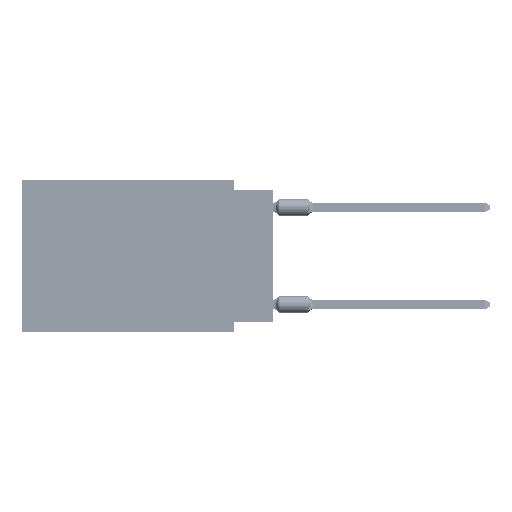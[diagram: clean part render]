
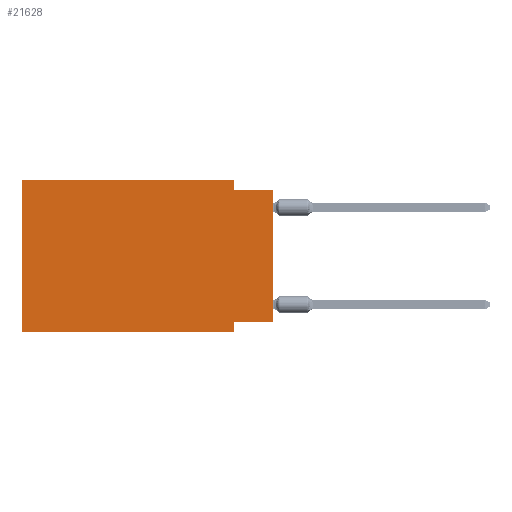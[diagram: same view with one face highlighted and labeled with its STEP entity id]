
A CAD part, left-side view. The second image highlights one B-rep face of the part: STEP entity #21628.
In plain terms, the highlighted planar face has unit normal (-1, 0, 0).
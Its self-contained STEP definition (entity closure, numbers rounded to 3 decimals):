
#4979 = CARTESIAN_POINT ( 'NONE',  ( 0., 16.383, 0. ) ) ;
#5157 = CARTESIAN_POINT ( 'NONE',  ( 0., 2.54, 0. ) ) ;
#6386 = ORIENTED_EDGE ( 'NONE', *, *, #20085, .T. ) ;
#8752 = VERTEX_POINT ( 'NONE', #70670 ) ;
#9886 = CARTESIAN_POINT ( 'NONE',  ( 0., 0., 0. ) ) ;
#9994 = LINE ( 'NONE', #34720, #12135 ) ;
#10117 = CARTESIAN_POINT ( 'NONE',  ( 0., 0., -9.271 ) ) ;
#10440 = EDGE_CURVE ( 'NONE', #12680, #31620, #33096, .T. ) ;
#10731 = DIRECTION ( 'NONE',  ( 0., -1., 0. ) ) ;
#10752 = CARTESIAN_POINT ( 'NONE',  ( 0., 2.54, 0. ) ) ;
#12135 = VECTOR ( 'NONE', #59056, 1000. ) ;
#12293 = CARTESIAN_POINT ( 'NONE',  ( 0., 16.383, 0. ) ) ;
#12586 = EDGE_LOOP ( 'NONE', ( #63815, #72406, #29685, #48690, #58832, #6386, #54413, #64599 ) ) ;
#12680 = VERTEX_POINT ( 'NONE', #70225 ) ;
#13037 = EDGE_CURVE ( 'NONE', #40538, #70532, #63357, .T. ) ;
#14398 = DIRECTION ( 'NONE',  ( 0., 0., -1. ) ) ;
#14429 = EDGE_CURVE ( 'NONE', #40538, #31620, #16656, .T. ) ;
#15004 = EDGE_CURVE ( 'NONE', #63926, #77470, #35297, .T. ) ;
#16656 = LINE ( 'NONE', #9886, #44680 ) ;
#17356 = DIRECTION ( 'NONE',  ( 0., 0., 1. ) ) ;
#19895 = DIRECTION ( 'NONE',  ( 0., 1., 0. ) ) ;
#20085 = EDGE_CURVE ( 'NONE', #63926, #8752, #9994, .T. ) ;
#21628 = ADVANCED_FACE ( 'NONE', ( #64077 ), #76833, .F. ) ;
#23001 = CARTESIAN_POINT ( 'NONE',  ( 0., 0., -0.635 ) ) ;
#24151 = EDGE_CURVE ( 'NONE', #70532, #8752, #51469, .T. ) ;
#24583 = CARTESIAN_POINT ( 'NONE',  ( 0., 2.54, -9.271 ) ) ;
#29303 = CARTESIAN_POINT ( 'NONE',  ( 0., 16.383, 0. ) ) ;
#29685 = ORIENTED_EDGE ( 'NONE', *, *, #64231, .F. ) ;
#30214 = VECTOR ( 'NONE', #14398, 1000. ) ;
#30597 = VECTOR ( 'NONE', #17356, 1000. ) ;
#31620 = VERTEX_POINT ( 'NONE', #23001 ) ;
#33034 = CARTESIAN_POINT ( 'NONE',  ( 0., 0., -9.271 ) ) ;
#33096 = LINE ( 'NONE', #46238, #52969 ) ;
#33136 = CARTESIAN_POINT ( 'NONE',  ( 0., 2.54, -9.906 ) ) ;
#34720 = CARTESIAN_POINT ( 'NONE',  ( 0., 16.383, -9.906 ) ) ;
#35297 = LINE ( 'NONE', #4979, #30597 ) ;
#38836 = VECTOR ( 'NONE', #60586, 1000. ) ;
#40538 = VERTEX_POINT ( 'NONE', #10117 ) ;
#42343 = VECTOR ( 'NONE', #10731, 1000. ) ;
#44680 = VECTOR ( 'NONE', #77668, 1000. ) ;
#45078 = VERTEX_POINT ( 'NONE', #10752 ) ;
#45324 = CARTESIAN_POINT ( 'NONE',  ( 0., 16.383, 0. ) ) ;
#45711 = DIRECTION ( 'NONE',  ( 1., 0., 0. ) ) ;
#46238 = CARTESIAN_POINT ( 'NONE',  ( 0., 0., -0.635 ) ) ;
#48200 = LINE ( 'NONE', #5157, #38836 ) ;
#48690 = ORIENTED_EDGE ( 'NONE', *, *, #59779, .F. ) ;
#51469 = LINE ( 'NONE', #33136, #30214 ) ;
#52969 = VECTOR ( 'NONE', #76566, 1000. ) ;
#54413 = ORIENTED_EDGE ( 'NONE', *, *, #24151, .F. ) ;
#57057 = CARTESIAN_POINT ( 'NONE',  ( 0., 16.383, -9.906 ) ) ;
#58201 = AXIS2_PLACEMENT_3D ( 'NONE', #45324, #45711, #69685 ) ;
#58832 = ORIENTED_EDGE ( 'NONE', *, *, #15004, .F. ) ;
#59056 = DIRECTION ( 'NONE',  ( 0., -1., 0. ) ) ;
#59779 = EDGE_CURVE ( 'NONE', #77470, #45078, #66935, .T. ) ;
#60586 = DIRECTION ( 'NONE',  ( 0., 0., -1. ) ) ;
#62398 = VECTOR ( 'NONE', #19895, 1000. ) ;
#63357 = LINE ( 'NONE', #33034, #62398 ) ;
#63815 = ORIENTED_EDGE ( 'NONE', *, *, #14429, .T. ) ;
#63926 = VERTEX_POINT ( 'NONE', #57057 ) ;
#64077 = FACE_OUTER_BOUND ( 'NONE', #12586, .T. ) ;
#64231 = EDGE_CURVE ( 'NONE', #45078, #12680, #48200, .T. ) ;
#64599 = ORIENTED_EDGE ( 'NONE', *, *, #13037, .F. ) ;
#66935 = LINE ( 'NONE', #12293, #42343 ) ;
#69685 = DIRECTION ( 'NONE',  ( 0., 0., -1. ) ) ;
#70225 = CARTESIAN_POINT ( 'NONE',  ( 0., 2.54, -0.635 ) ) ;
#70532 = VERTEX_POINT ( 'NONE', #24583 ) ;
#70670 = CARTESIAN_POINT ( 'NONE',  ( 0., 2.54, -9.906 ) ) ;
#72406 = ORIENTED_EDGE ( 'NONE', *, *, #10440, .F. ) ;
#76566 = DIRECTION ( 'NONE',  ( 0., -1., 0. ) ) ;
#76833 = PLANE ( 'NONE',  #58201 ) ;
#77470 = VERTEX_POINT ( 'NONE', #29303 ) ;
#77668 = DIRECTION ( 'NONE',  ( 0., 0., 1. ) ) ;
